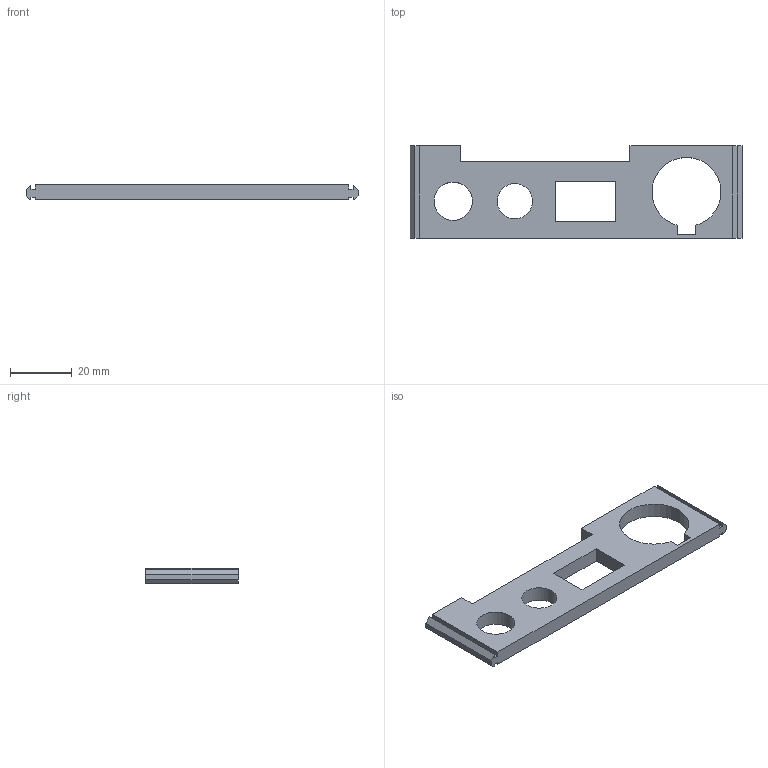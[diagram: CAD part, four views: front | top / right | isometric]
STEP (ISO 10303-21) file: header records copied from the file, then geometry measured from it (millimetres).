
FILE_DESCRIPTION(/* description */ (''),/* implementation_level */ '2;1');
FILE_NAME(/* name */ 'Plate Top Main Input.step',/* time_stamp */ '2025-04-26T00:12:23+02:00',/* author */ (''),/* organization */ (''),/* preprocessor_version */ 'ST-DEVELOPER v20.1',/* originating_system */ 'Autodesk Translation Framework v14.4.0.0',/* authorisation */ '');
FILE_SCHEMA (('AUTOMOTIVE_DESIGN { 1 0 10303 214 3 1 1 }'));
Length unit declared in the file: millimetre
Products named in the file (1): Platte Oben Main IO
Bounding box: 107.6 x 30 x 4.88 mm (x, y, z)
Volume: 9759.7 mm3; surface area: 6711.3 mm2
Topology: 1 solids, 1 shells, 38 faces, 108 edges, 72 vertices
Faces by surface type: plane 35, cylinder 3
Full cylindrical faces by diameter (mm): 11.4 x1, 12.4 x1
Entity records: 1267 total; most frequent: CARTESIAN_POINT 219, ORIENTED_EDGE 216, DIRECTION 192, EDGE_CURVE 108, LINE 102, VECTOR 102, VERTEX_POINT 72, EDGE_LOOP 46
